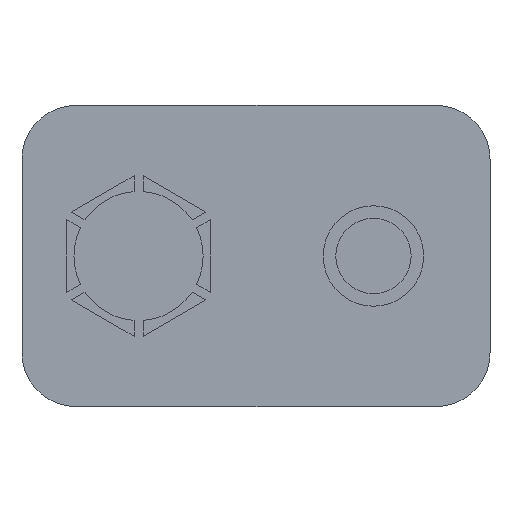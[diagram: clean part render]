
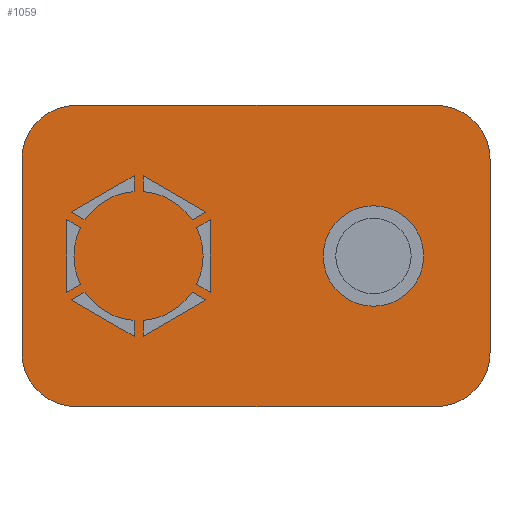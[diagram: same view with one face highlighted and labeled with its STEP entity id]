
A CAD part, left-side view. The second image highlights one B-rep face of the part: STEP entity #1059.
In plain terms, the highlighted planar face has unit normal (-1, 0, 0).
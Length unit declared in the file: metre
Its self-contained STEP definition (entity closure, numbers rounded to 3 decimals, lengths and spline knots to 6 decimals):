
#44=CIRCLE('',#1529,0.0036);
#45=CIRCLE('',#1530,0.0036);
#46=CIRCLE('',#1531,0.0036);
#47=CIRCLE('',#1532,0.0036);
#48=CIRCLE('',#1533,0.0036);
#49=CIRCLE('',#1534,0.0036);
#50=CIRCLE('',#1535,0.0028);
#51=CIRCLE('',#1536,0.003);
#52=CIRCLE('',#1537,0.003);
#53=CIRCLE('',#1538,0.003);
#54=CIRCLE('',#1539,0.003);
#112=ORIENTED_EDGE('',*,*,#396,.F.);
#113=ORIENTED_EDGE('',*,*,#397,.T.);
#114=ORIENTED_EDGE('',*,*,#398,.T.);
#115=ORIENTED_EDGE('',*,*,#399,.F.);
#116=ORIENTED_EDGE('',*,*,#400,.F.);
#117=ORIENTED_EDGE('',*,*,#401,.T.);
#118=ORIENTED_EDGE('',*,*,#402,.T.);
#119=ORIENTED_EDGE('',*,*,#403,.F.);
#120=ORIENTED_EDGE('',*,*,#404,.F.);
#121=ORIENTED_EDGE('',*,*,#405,.T.);
#122=ORIENTED_EDGE('',*,*,#406,.T.);
#123=ORIENTED_EDGE('',*,*,#407,.F.);
#124=ORIENTED_EDGE('',*,*,#408,.F.);
#125=ORIENTED_EDGE('',*,*,#409,.T.);
#126=ORIENTED_EDGE('',*,*,#410,.T.);
#127=ORIENTED_EDGE('',*,*,#411,.F.);
#128=ORIENTED_EDGE('',*,*,#412,.F.);
#129=ORIENTED_EDGE('',*,*,#413,.T.);
#130=ORIENTED_EDGE('',*,*,#414,.T.);
#131=ORIENTED_EDGE('',*,*,#415,.F.);
#132=ORIENTED_EDGE('',*,*,#416,.T.);
#133=ORIENTED_EDGE('',*,*,#417,.T.);
#134=ORIENTED_EDGE('',*,*,#418,.F.);
#135=ORIENTED_EDGE('',*,*,#419,.F.);
#136=ORIENTED_EDGE('',*,*,#420,.F.);
#137=ORIENTED_EDGE('',*,*,#395,.T.);
#138=ORIENTED_EDGE('',*,*,#421,.T.);
#139=ORIENTED_EDGE('',*,*,#391,.F.);
#140=ORIENTED_EDGE('',*,*,#422,.T.);
#141=ORIENTED_EDGE('',*,*,#387,.F.);
#142=ORIENTED_EDGE('',*,*,#423,.T.);
#143=ORIENTED_EDGE('',*,*,#383,.T.);
#144=ORIENTED_EDGE('',*,*,#424,.T.);
#383=EDGE_CURVE('',#522,#525,#612,.T.);
#387=EDGE_CURVE('',#529,#526,#616,.T.);
#391=EDGE_CURVE('',#533,#530,#620,.T.);
#395=EDGE_CURVE('',#534,#537,#624,.T.);
#396=EDGE_CURVE('',#538,#539,#625,.T.);
#397=EDGE_CURVE('',#538,#540,#44,.T.);
#398=EDGE_CURVE('',#540,#541,#626,.T.);
#399=EDGE_CURVE('',#539,#541,#627,.T.);
#400=EDGE_CURVE('',#542,#543,#628,.T.);
#401=EDGE_CURVE('',#542,#544,#45,.T.);
#402=EDGE_CURVE('',#544,#545,#629,.T.);
#403=EDGE_CURVE('',#543,#545,#630,.T.);
#404=EDGE_CURVE('',#546,#547,#631,.T.);
#405=EDGE_CURVE('',#546,#548,#46,.T.);
#406=EDGE_CURVE('',#548,#549,#632,.T.);
#407=EDGE_CURVE('',#547,#549,#633,.T.);
#408=EDGE_CURVE('',#550,#551,#634,.T.);
#409=EDGE_CURVE('',#550,#552,#47,.T.);
#410=EDGE_CURVE('',#552,#553,#635,.T.);
#411=EDGE_CURVE('',#551,#553,#636,.T.);
#412=EDGE_CURVE('',#554,#555,#637,.T.);
#413=EDGE_CURVE('',#554,#556,#48,.T.);
#414=EDGE_CURVE('',#556,#557,#638,.T.);
#415=EDGE_CURVE('',#555,#557,#639,.T.);
#416=EDGE_CURVE('',#558,#559,#49,.T.);
#417=EDGE_CURVE('',#559,#560,#640,.T.);
#418=EDGE_CURVE('',#561,#560,#641,.T.);
#419=EDGE_CURVE('',#558,#561,#642,.T.);
#420=EDGE_CURVE('',#562,#562,#50,.T.);
#421=EDGE_CURVE('',#537,#530,#51,.F.);
#422=EDGE_CURVE('',#533,#526,#52,.F.);
#423=EDGE_CURVE('',#529,#522,#53,.F.);
#424=EDGE_CURVE('',#525,#534,#54,.F.);
#522=VERTEX_POINT('',#1974);
#525=VERTEX_POINT('',#1979);
#526=VERTEX_POINT('',#1983);
#529=VERTEX_POINT('',#1988);
#530=VERTEX_POINT('',#1992);
#533=VERTEX_POINT('',#1997);
#534=VERTEX_POINT('',#2001);
#537=VERTEX_POINT('',#2006);
#538=VERTEX_POINT('',#2010);
#539=VERTEX_POINT('',#2011);
#540=VERTEX_POINT('',#2013);
#541=VERTEX_POINT('',#2015);
#542=VERTEX_POINT('',#2018);
#543=VERTEX_POINT('',#2019);
#544=VERTEX_POINT('',#2021);
#545=VERTEX_POINT('',#2023);
#546=VERTEX_POINT('',#2026);
#547=VERTEX_POINT('',#2027);
#548=VERTEX_POINT('',#2029);
#549=VERTEX_POINT('',#2031);
#550=VERTEX_POINT('',#2034);
#551=VERTEX_POINT('',#2035);
#552=VERTEX_POINT('',#2037);
#553=VERTEX_POINT('',#2039);
#554=VERTEX_POINT('',#2042);
#555=VERTEX_POINT('',#2043);
#556=VERTEX_POINT('',#2045);
#557=VERTEX_POINT('',#2047);
#558=VERTEX_POINT('',#2050);
#559=VERTEX_POINT('',#2051);
#560=VERTEX_POINT('',#2053);
#561=VERTEX_POINT('',#2055);
#562=VERTEX_POINT('',#2058);
#612=LINE('',#1980,#708);
#616=LINE('',#1989,#712);
#620=LINE('',#1998,#716);
#624=LINE('',#2007,#720);
#625=LINE('',#2009,#721);
#626=LINE('',#2014,#722);
#627=LINE('',#2016,#723);
#628=LINE('',#2017,#724);
#629=LINE('',#2022,#725);
#630=LINE('',#2024,#726);
#631=LINE('',#2025,#727);
#632=LINE('',#2030,#728);
#633=LINE('',#2032,#729);
#634=LINE('',#2033,#730);
#635=LINE('',#2038,#731);
#636=LINE('',#2040,#732);
#637=LINE('',#2041,#733);
#638=LINE('',#2046,#734);
#639=LINE('',#2048,#735);
#640=LINE('',#2052,#736);
#641=LINE('',#2054,#737);
#642=LINE('',#2056,#738);
#708=VECTOR('',#1655,1.);
#712=VECTOR('',#1661,1.);
#716=VECTOR('',#1667,1.);
#720=VECTOR('',#1673,1.);
#721=VECTOR('',#1676,1.);
#722=VECTOR('',#1679,1.);
#723=VECTOR('',#1680,1.);
#724=VECTOR('',#1681,1.);
#725=VECTOR('',#1684,1.);
#726=VECTOR('',#1685,1.);
#727=VECTOR('',#1686,1.);
#728=VECTOR('',#1689,1.);
#729=VECTOR('',#1690,1.);
#730=VECTOR('',#1691,1.);
#731=VECTOR('',#1694,1.);
#732=VECTOR('',#1695,1.);
#733=VECTOR('',#1696,1.);
#734=VECTOR('',#1699,1.);
#735=VECTOR('',#1700,1.);
#736=VECTOR('',#1703,1.);
#737=VECTOR('',#1704,1.);
#738=VECTOR('',#1705,1.);
#802=EDGE_LOOP('',(#112,#113,#114,#115));
#803=EDGE_LOOP('',(#116,#117,#118,#119));
#804=EDGE_LOOP('',(#120,#121,#122,#123));
#805=EDGE_LOOP('',(#124,#125,#126,#127));
#806=EDGE_LOOP('',(#128,#129,#130,#131));
#807=EDGE_LOOP('',(#132,#133,#134,#135));
#808=EDGE_LOOP('',(#136));
#809=EDGE_LOOP('',(#137,#138,#139,#140,#141,#142,#143,#144));
#880=FACE_BOUND('',#802,.T.);
#881=FACE_BOUND('',#803,.T.);
#882=FACE_BOUND('',#804,.T.);
#883=FACE_BOUND('',#805,.T.);
#884=FACE_BOUND('',#806,.T.);
#885=FACE_BOUND('',#807,.T.);
#886=FACE_BOUND('',#808,.T.);
#887=FACE_BOUND('',#809,.T.);
#956=PLANE('',#1528);
#1059=ADVANCED_FACE('Face appearance 1',(#880,#881,#882,#883,#884,#885,
#886,#887),#956,.F.);
#1528=AXIS2_PLACEMENT_3D('',#2008,#1674,#1675);
#1529=AXIS2_PLACEMENT_3D('',#2012,#1677,#1678);
#1530=AXIS2_PLACEMENT_3D('',#2020,#1682,#1683);
#1531=AXIS2_PLACEMENT_3D('',#2028,#1687,#1688);
#1532=AXIS2_PLACEMENT_3D('',#2036,#1692,#1693);
#1533=AXIS2_PLACEMENT_3D('',#2044,#1697,#1698);
#1534=AXIS2_PLACEMENT_3D('',#2049,#1701,#1702);
#1535=AXIS2_PLACEMENT_3D('',#2057,#1706,#1707);
#1536=AXIS2_PLACEMENT_3D('',#2059,#1708,#1709);
#1537=AXIS2_PLACEMENT_3D('',#2060,#1710,#1711);
#1538=AXIS2_PLACEMENT_3D('',#2061,#1712,#1713);
#1539=AXIS2_PLACEMENT_3D('',#2062,#1714,#1715);
#1655=DIRECTION('',(0.,1.,0.));
#1661=DIRECTION('',(0.,0.,-1.));
#1667=DIRECTION('',(0.,1.,0.));
#1673=DIRECTION('',(0.,0.,-1.));
#1674=DIRECTION('',(1.,0.,0.));
#1675=DIRECTION('',(0.,1.,0.));
#1676=DIRECTION('',(0.,0.866,-0.5));
#1677=DIRECTION('',(-1.,0.,0.));
#1678=DIRECTION('',(0.,0.,1.));
#1679=DIRECTION('',(0.,0.,-1.));
#1680=DIRECTION('',(0.,-0.866,-0.5));
#1681=DIRECTION('',(0.,0.866,0.5));
#1682=DIRECTION('',(-1.,0.,0.));
#1683=DIRECTION('',(0.,0.,1.));
#1684=DIRECTION('',(0.,0.866,-0.5));
#1685=DIRECTION('',(0.,0.,-1.));
#1686=DIRECTION('',(0.,0.,1.));
#1687=DIRECTION('',(-1.,0.,0.));
#1688=DIRECTION('',(0.,0.,1.));
#1689=DIRECTION('',(0.,0.866,0.5));
#1690=DIRECTION('',(0.,0.866,-0.5));
#1691=DIRECTION('',(0.,-0.866,0.5));
#1692=DIRECTION('',(-1.,0.,0.));
#1693=DIRECTION('',(0.,0.,1.));
#1694=DIRECTION('',(0.,0.,1.));
#1695=DIRECTION('',(0.,0.866,0.5));
#1696=DIRECTION('',(0.,-0.866,-0.5));
#1697=DIRECTION('',(-1.,0.,0.));
#1698=DIRECTION('',(0.,0.,1.));
#1699=DIRECTION('',(0.,-0.866,0.5));
#1700=DIRECTION('',(0.,0.,1.));
#1701=DIRECTION('',(-1.,0.,0.));
#1702=DIRECTION('',(0.,0.,1.));
#1703=DIRECTION('',(0.,-0.866,-0.5));
#1704=DIRECTION('',(0.,-0.866,0.5));
#1705=DIRECTION('',(0.,0.,-1.));
#1706=DIRECTION('',(-1.,0.,0.));
#1707=DIRECTION('',(0.,0.,1.));
#1708=DIRECTION('',(1.,0.,0.));
#1709=DIRECTION('',(0.,0.,-1.));
#1710=DIRECTION('',(1.,0.,0.));
#1711=DIRECTION('',(0.,0.,-1.));
#1712=DIRECTION('',(1.,0.,0.));
#1713=DIRECTION('',(0.,0.,-1.));
#1714=DIRECTION('',(1.,0.,0.));
#1715=DIRECTION('',(0.,0.,-1.));
#1974=CARTESIAN_POINT('',(0.,-0.01005,0.0084));
#1979=CARTESIAN_POINT('',(0.,0.01005,0.0084));
#1980=CARTESIAN_POINT('',(0.,0.,0.0084));
#1983=CARTESIAN_POINT('',(0.,-0.01305,-0.0054));
#1988=CARTESIAN_POINT('',(0.,-0.01305,0.0054));
#1989=CARTESIAN_POINT('',(0.,-0.01305,0.));
#1992=CARTESIAN_POINT('',(0.,0.01005,-0.0084));
#1997=CARTESIAN_POINT('',(0.,-0.01005,-0.0084));
#1998=CARTESIAN_POINT('',(0.,0.,-0.0084));
#2001=CARTESIAN_POINT('',(0.,0.01305,0.0054));
#2006=CARTESIAN_POINT('',(0.,0.01305,-0.0054));
#2007=CARTESIAN_POINT('',(0.,0.01305,0.));
#2008=CARTESIAN_POINT('',(0.,0.,0.));
#2009=CARTESIAN_POINT('',(0.,0.009918,-0.002233));
#2010=CARTESIAN_POINT('',(0.,0.009535,-0.002012));
#2011=CARTESIAN_POINT('',(0.,0.0103,-0.002454));
#2012=CARTESIAN_POINT('',(0.,0.00655,0.));
#2013=CARTESIAN_POINT('',(0.,0.0068,-0.003591));
#2014=CARTESIAN_POINT('',(0.,0.0068,-0.004033));
#2015=CARTESIAN_POINT('',(0.,0.0068,-0.004474));
#2016=CARTESIAN_POINT('',(0.,0.00855,-0.003464));
#2017=CARTESIAN_POINT('',(0.,0.010168,0.0018));
#2018=CARTESIAN_POINT('',(0.,0.009785,0.001579));
#2019=CARTESIAN_POINT('',(0.,0.01055,0.002021));
#2020=CARTESIAN_POINT('',(0.,0.00655,0.));
#2021=CARTESIAN_POINT('',(0.,0.009785,-0.001579));
#2022=CARTESIAN_POINT('',(0.,0.010168,-0.0018));
#2023=CARTESIAN_POINT('',(0.,0.01055,-0.002021));
#2024=CARTESIAN_POINT('',(0.,0.01055,0.));
#2025=CARTESIAN_POINT('',(0.,0.0068,0.004033));
#2026=CARTESIAN_POINT('',(0.,0.0068,0.003591));
#2027=CARTESIAN_POINT('',(0.,0.0068,0.004474));
#2028=CARTESIAN_POINT('',(0.,0.00655,0.));
#2029=CARTESIAN_POINT('',(0.,0.009535,0.002012));
#2030=CARTESIAN_POINT('',(0.,0.009918,0.002233));
#2031=CARTESIAN_POINT('',(0.,0.0103,0.002454));
#2032=CARTESIAN_POINT('',(0.,0.00855,0.003464));
#2033=CARTESIAN_POINT('',(0.,0.003182,0.002233));
#2034=CARTESIAN_POINT('',(0.,0.003565,0.002012));
#2035=CARTESIAN_POINT('',(0.,0.0028,0.002454));
#2036=CARTESIAN_POINT('',(0.,0.00655,0.));
#2037=CARTESIAN_POINT('',(0.,0.0063,0.003591));
#2038=CARTESIAN_POINT('',(0.,0.0063,0.004033));
#2039=CARTESIAN_POINT('',(0.,0.0063,0.004474));
#2040=CARTESIAN_POINT('',(0.,0.00455,0.003464));
#2041=CARTESIAN_POINT('',(0.,0.002932,-0.0018));
#2042=CARTESIAN_POINT('',(0.,0.003315,-0.001579));
#2043=CARTESIAN_POINT('',(0.,0.00255,-0.002021));
#2044=CARTESIAN_POINT('',(0.,0.00655,0.));
#2045=CARTESIAN_POINT('',(0.,0.003315,0.001579));
#2046=CARTESIAN_POINT('',(0.,0.002932,0.0018));
#2047=CARTESIAN_POINT('',(0.,0.00255,0.002021));
#2048=CARTESIAN_POINT('',(0.,0.00255,0.));
#2049=CARTESIAN_POINT('',(0.,0.00655,0.));
#2050=CARTESIAN_POINT('',(0.,0.0063,-0.003591));
#2051=CARTESIAN_POINT('',(0.,0.003565,-0.002012));
#2052=CARTESIAN_POINT('',(0.,0.003182,-0.002233));
#2053=CARTESIAN_POINT('',(0.,0.0028,-0.002454));
#2054=CARTESIAN_POINT('',(0.,0.00455,-0.003464));
#2055=CARTESIAN_POINT('',(0.,0.0063,-0.004474));
#2056=CARTESIAN_POINT('',(0.,0.0063,-0.004033));
#2057=CARTESIAN_POINT('',(0.,-0.00655,0.));
#2058=CARTESIAN_POINT('',(0.,-0.00655,0.0028));
#2059=CARTESIAN_POINT('',(0.,0.01005,-0.0054));
#2060=CARTESIAN_POINT('',(0.,-0.01005,-0.0054));
#2061=CARTESIAN_POINT('',(0.,-0.01005,0.0054));
#2062=CARTESIAN_POINT('',(0.,0.01005,0.0054));
